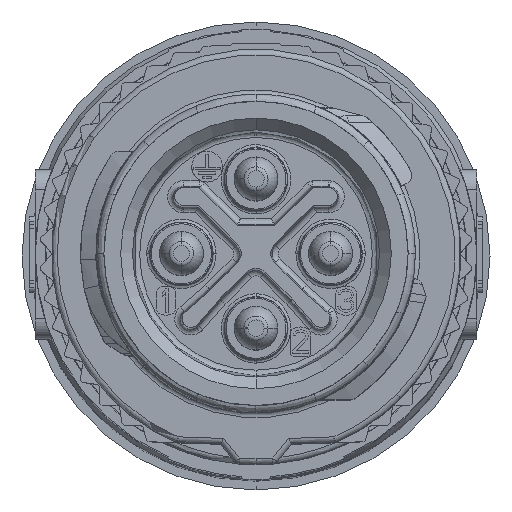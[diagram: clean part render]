
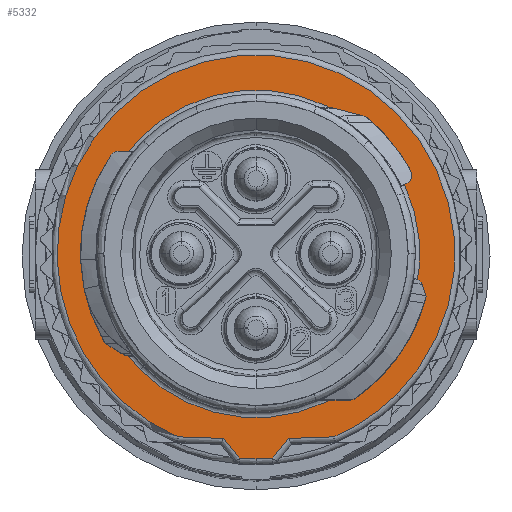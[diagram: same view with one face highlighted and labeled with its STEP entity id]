
A CAD part, top view. The second image highlights one B-rep face of the part: STEP entity #5332.
In plain terms, the highlighted planar face has unit normal (0, 0, 1).
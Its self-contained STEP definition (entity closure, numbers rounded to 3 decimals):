
#5197=CARTESIAN_POINT('',(-3.96,-3.96,-9.24));
#5198=VERTEX_POINT('',#5197);
#5206=CARTESIAN_POINT('',(3.96,3.96,-9.24));
#5207=VERTEX_POINT('',#5206);
#5208=CARTESIAN_POINT('',(0.,0.,-9.24));
#5209=DIRECTION('',(0.,0.,1.));
#5210=DIRECTION('',(1.,0.,-0.));
#5211=AXIS2_PLACEMENT_3D('',#5208,#5209,#5210);
#5212=CIRCLE('',#5211,5.6);
#5213=EDGE_CURVE('',#5198,#5207,#5212,.T.);
#5236=CARTESIAN_POINT('',(0.,0.,-9.24));
#5237=DIRECTION('',(0.,0.,1.));
#5238=DIRECTION('',(1.,0.,-0.));
#5239=AXIS2_PLACEMENT_3D('',#5236,#5237,#5238);
#5240=CIRCLE('',#5239,5.6);
#5241=EDGE_CURVE('',#5207,#5198,#5240,.T.);
#5246=CARTESIAN_POINT('',(5.357,2.858,-9.24));
#5247=DIRECTION('',(0.,0.,1.));
#5248=DIRECTION('',(0.,-1.,0.));
#5249=AXIS2_PLACEMENT_3D('',#5246,#5247,#5248);
#5250=PLANE('',#5249);
#5251=CARTESIAN_POINT('',(-1.112,-6.311,-9.24));
#5252=VERTEX_POINT('',#5251);
#5253=CARTESIAN_POINT('',(-2.664,-6.256,-9.24));
#5254=VERTEX_POINT('',#5253);
#5255=CARTESIAN_POINT('',(12287.808,-435.449,-9.24));
#5256=DIRECTION('',(-0.999,0.035,0.));
#5257=VECTOR('',#5256,24690.);
#5258=LINE('',#5255,#5257);
#5259=EDGE_CURVE('',#5252,#5254,#5258,.T.);
#5260=ORIENTED_EDGE('',*,*,#5259,.F.);
#5261=CARTESIAN_POINT('',(-0.57,-6.98,-9.24));
#5262=VERTEX_POINT('',#5261);
#5263=CARTESIAN_POINT('',(7745.361,-9572.408,-9.24));
#5264=DIRECTION('',(-0.629,0.777,0.));
#5265=VECTOR('',#5264,24690.);
#5266=LINE('',#5263,#5265);
#5267=EDGE_CURVE('',#5262,#5252,#5266,.T.);
#5268=ORIENTED_EDGE('',*,*,#5267,.F.);
#5269=CARTESIAN_POINT('',(0.,-7.,-9.24));
#5270=VERTEX_POINT('',#5269);
#5271=CARTESIAN_POINT('',(12287.179,-436.078,-9.24));
#5272=DIRECTION('',(-0.999,0.035,0.));
#5273=VECTOR('',#5272,24690.);
#5274=LINE('',#5271,#5273);
#5275=EDGE_CURVE('',#5270,#5262,#5274,.T.);
#5276=ORIENTED_EDGE('',*,*,#5275,.F.);
#5277=CARTESIAN_POINT('',(0.57,-6.98,-9.24));
#5278=VERTEX_POINT('',#5277);
#5279=CARTESIAN_POINT('',(12372.233,425.048,-9.24));
#5280=DIRECTION('',(-0.999,-0.035,0.));
#5281=VECTOR('',#5280,24690.);
#5282=LINE('',#5279,#5281);
#5283=EDGE_CURVE('',#5278,#5270,#5282,.T.);
#5284=ORIENTED_EDGE('',*,*,#5283,.F.);
#5285=CARTESIAN_POINT('',(1.112,-6.311,-9.24));
#5286=VERTEX_POINT('',#5285);
#5287=CARTESIAN_POINT('',(7785.359,9606.435,-9.24));
#5288=DIRECTION('',(-0.629,-0.777,0.));
#5289=VECTOR('',#5288,24690.);
#5290=LINE('',#5287,#5289);
#5291=EDGE_CURVE('',#5286,#5278,#5290,.T.);
#5292=ORIENTED_EDGE('',*,*,#5291,.F.);
#5293=CARTESIAN_POINT('',(2.664,-6.256,-9.24));
#5294=VERTEX_POINT('',#5293);
#5295=CARTESIAN_POINT('',(12371.604,425.677,-9.24));
#5296=DIRECTION('',(-0.999,-0.035,-0.));
#5297=VECTOR('',#5296,24690.);
#5298=LINE('',#5295,#5297);
#5299=EDGE_CURVE('',#5294,#5286,#5298,.T.);
#5300=ORIENTED_EDGE('',*,*,#5299,.F.);
#5301=CARTESIAN_POINT('',(4.808,-4.808,-9.24));
#5302=VERTEX_POINT('',#5301);
#5303=CARTESIAN_POINT('',(0.,0.,-9.24));
#5304=DIRECTION('',(0.,0.,1.));
#5305=DIRECTION('',(1.,0.,-0.));
#5306=AXIS2_PLACEMENT_3D('',#5303,#5304,#5305);
#5307=CIRCLE('',#5306,6.8);
#5308=EDGE_CURVE('',#5294,#5302,#5307,.T.);
#5309=ORIENTED_EDGE('',*,*,#5308,.T.);
#5310=CARTESIAN_POINT('',(-4.808,4.808,-9.24));
#5311=VERTEX_POINT('',#5310);
#5312=CARTESIAN_POINT('',(0.,0.,-9.24));
#5313=DIRECTION('',(0.,0.,1.));
#5314=DIRECTION('',(1.,0.,-0.));
#5315=AXIS2_PLACEMENT_3D('',#5312,#5313,#5314);
#5316=CIRCLE('',#5315,6.8);
#5317=EDGE_CURVE('',#5302,#5311,#5316,.T.);
#5318=ORIENTED_EDGE('',*,*,#5317,.T.);
#5319=CARTESIAN_POINT('',(0.,0.,-9.24));
#5320=DIRECTION('',(0.,0.,1.));
#5321=DIRECTION('',(1.,0.,-0.));
#5322=AXIS2_PLACEMENT_3D('',#5319,#5320,#5321);
#5323=CIRCLE('',#5322,6.8);
#5324=EDGE_CURVE('',#5311,#5254,#5323,.T.);
#5325=ORIENTED_EDGE('',*,*,#5324,.T.);
#5326=EDGE_LOOP('',(#5260,#5268,#5276,#5284,#5292,#5300,#5309,#5318,#5325));
#5327=FACE_BOUND('',#5326,.T.);
#5328=ORIENTED_EDGE('',*,*,#5213,.F.);
#5329=ORIENTED_EDGE('',*,*,#5241,.F.);
#5330=EDGE_LOOP('',(#5328,#5329));
#5331=FACE_BOUND('',#5330,.T.);
#5332=ADVANCED_FACE('',(#5327,#5331),#5250,.T.);
